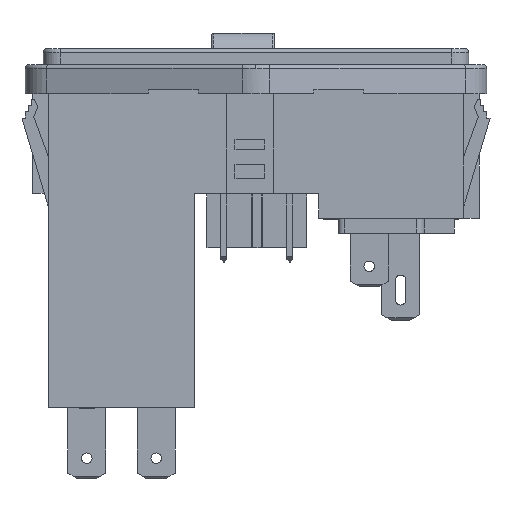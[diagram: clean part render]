
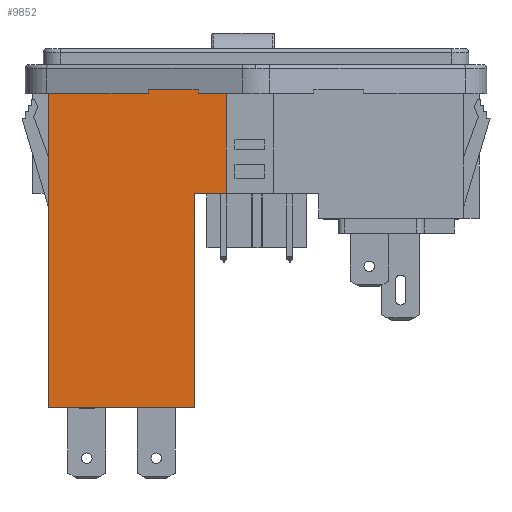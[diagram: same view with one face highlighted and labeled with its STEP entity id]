
A CAD part, left-side view. The second image highlights one B-rep face of the part: STEP entity #9852.
In plain terms, the highlighted planar face has unit normal (-1, 0, 0).
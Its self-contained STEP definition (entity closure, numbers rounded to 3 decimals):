
#25 = VERTEX_POINT ( 'NONE', #13908 ) ;
#113 = VERTEX_POINT ( 'NONE', #14299 ) ;
#3728 = DIRECTION ( 'NONE',  ( 0., 1., 0. ) ) ;
#3729 = VECTOR ( 'NONE', #3728, 1000. ) ;
#3730 = CARTESIAN_POINT ( 'NONE',  ( -13., -26.416, -5.715 ) ) ;
#3731 = LINE ( 'NONE', #3730, #3729 ) ;
#3774 = CARTESIAN_POINT ( 'NONE',  ( -13., 3.766, -5.715 ) ) ;
#3795 = CARTESIAN_POINT ( 'NONE',  ( -13., 7.364, -5.715 ) ) ;
#6333 = CARTESIAN_POINT ( 'NONE',  ( -13., 7.766, -45.669 ) ) ;
#6375 = CARTESIAN_POINT ( 'NONE',  ( -13., 26.416, -45.669 ) ) ;
#6376 = DIRECTION ( 'NONE',  ( 0., 1., 0. ) ) ;
#6377 = VECTOR ( 'NONE', #6376, 1000. ) ;
#6378 = CARTESIAN_POINT ( 'NONE',  ( -13., -26.416, -45.669 ) ) ;
#6379 = LINE ( 'NONE', #6378, #6377 ) ;
#6741 = DIRECTION ( 'NONE',  ( 0., 1., 0. ) ) ;
#6742 = VECTOR ( 'NONE', #6741, 1000. ) ;
#6743 = CARTESIAN_POINT ( 'NONE',  ( -13., -26.416, -5.715 ) ) ;
#6744 = LINE ( 'NONE', #6743, #6742 ) ;
#8945 = VERTEX_POINT ( 'NONE', #17770 ) ;
#8947 = EDGE_CURVE ( 'NONE', #8945, #8948, #17769, .T. ) ;
#8948 = VERTEX_POINT ( 'NONE', #17765 ) ;
#9573 = EDGE_CURVE ( 'NONE', #13821, #113, #18876, .T. ) ;
#9852 = ADVANCED_FACE ( 'NONE', ( #19351 ), #19350, .F. ) ;
#9853 = EDGE_LOOP ( 'NONE', ( #9854, #9855, #9857, #9919, #9921, #9924, #9926, #9927, #9928, #9929 ) ) ;
#9854 = ORIENTED_EDGE ( 'NONE', *, *, #8947, .F. ) ;
#9855 = ORIENTED_EDGE ( 'NONE', *, *, #9856, .F. ) ;
#9856 = EDGE_CURVE ( 'NONE', #13116, #8945, #19345, .T. ) ;
#9857 = ORIENTED_EDGE ( 'NONE', *, *, #13114, .T. ) ;
#9858 = VERTEX_POINT ( 'NONE', #19341 ) ;
#9919 = ORIENTED_EDGE ( 'NONE', *, *, #9920, .F. ) ;
#9920 = EDGE_CURVE ( 'NONE', #9858, #13124, #19439, .T. ) ;
#9921 = ORIENTED_EDGE ( 'NONE', *, *, #9922, .F. ) ;
#9922 = EDGE_CURVE ( 'NONE', #9923, #9858, #19435, .T. ) ;
#9923 = VERTEX_POINT ( 'NONE', #19431 ) ;
#9924 = ORIENTED_EDGE ( 'NONE', *, *, #9925, .T. ) ;
#9925 = EDGE_CURVE ( 'NONE', #9923, #25, #19496, .T. ) ;
#9926 = ORIENTED_EDGE ( 'NONE', *, *, #20985, .T. ) ;
#9927 = ORIENTED_EDGE ( 'NONE', *, *, #9573, .F. ) ;
#9928 = ORIENTED_EDGE ( 'NONE', *, *, #13819, .F. ) ;
#9929 = ORIENTED_EDGE ( 'NONE', *, *, #9930, .F. ) ;
#9930 = EDGE_CURVE ( 'NONE', #8948, #13806, #19492, .T. ) ;
#13114 = EDGE_CURVE ( 'NONE', #13116, #13124, #3731, .T. ) ;
#13116 = VERTEX_POINT ( 'NONE', #3774 ) ;
#13124 = VERTEX_POINT ( 'NONE', #3795 ) ;
#13806 = VERTEX_POINT ( 'NONE', #6333 ) ;
#13819 = EDGE_CURVE ( 'NONE', #13806, #13821, #6379, .T. ) ;
#13821 = VERTEX_POINT ( 'NONE', #6375 ) ;
#13908 = CARTESIAN_POINT ( 'NONE',  ( -13., 13.714, -5.715 ) ) ;
#14299 = CARTESIAN_POINT ( 'NONE',  ( -13., 26.416, -5.715 ) ) ;
#17765 = CARTESIAN_POINT ( 'NONE',  ( -13., 7.766, -18.415 ) ) ;
#17766 = DIRECTION ( 'NONE',  ( 0., 1., 0. ) ) ;
#17767 = VECTOR ( 'NONE', #17766, 1000. ) ;
#17768 = CARTESIAN_POINT ( 'NONE',  ( -13., 7.766, -18.415 ) ) ;
#17769 = LINE ( 'NONE', #17768, #17767 ) ;
#17770 = CARTESIAN_POINT ( 'NONE',  ( -13., 3.766, -18.415 ) ) ;
#18873 = DIRECTION ( 'NONE',  ( 0., 0., 1. ) ) ;
#18874 = VECTOR ( 'NONE', #18873, 1000. ) ;
#18875 = CARTESIAN_POINT ( 'NONE',  ( -13., 26.416, -45.669 ) ) ;
#18876 = LINE ( 'NONE', #18875, #18874 ) ;
#19341 = CARTESIAN_POINT ( 'NONE',  ( -13., 7.364, -5.207 ) ) ;
#19342 = DIRECTION ( 'NONE',  ( 0., 0., -1. ) ) ;
#19343 = VECTOR ( 'NONE', #19342, 1000. ) ;
#19344 = CARTESIAN_POINT ( 'NONE',  ( -13., 3.766, 1.405 ) ) ;
#19345 = LINE ( 'NONE', #19344, #19343 ) ;
#19346 = DIRECTION ( 'NONE',  ( 0., 0., -1. ) ) ;
#19347 = DIRECTION ( 'NONE',  ( 1., 0., 0. ) ) ;
#19348 = CARTESIAN_POINT ( 'NONE',  ( -13., -26.416, -45.669 ) ) ;
#19349 = AXIS2_PLACEMENT_3D ( 'NONE', #19348, #19347, #19346 ) ;
#19350 = PLANE ( 'NONE',  #19349 ) ;
#19351 = FACE_OUTER_BOUND ( 'NONE', #9853, .T. ) ;
#19431 = CARTESIAN_POINT ( 'NONE',  ( -13., 13.714, -5.207 ) ) ;
#19432 = DIRECTION ( 'NONE',  ( 0., -1., 0. ) ) ;
#19433 = VECTOR ( 'NONE', #19432, 1000. ) ;
#19434 = CARTESIAN_POINT ( 'NONE',  ( -13., 13.714, -5.207 ) ) ;
#19435 = LINE ( 'NONE', #19434, #19433 ) ;
#19436 = DIRECTION ( 'NONE',  ( 0., 0., -1. ) ) ;
#19437 = VECTOR ( 'NONE', #19436, 1000. ) ;
#19438 = CARTESIAN_POINT ( 'NONE',  ( -13., 7.364, -5.207 ) ) ;
#19439 = LINE ( 'NONE', #19438, #19437 ) ;
#19489 = DIRECTION ( 'NONE',  ( 0., 0., -1. ) ) ;
#19490 = VECTOR ( 'NONE', #19489, 1000. ) ;
#19491 = CARTESIAN_POINT ( 'NONE',  ( -13., 7.766, -45.669 ) ) ;
#19492 = LINE ( 'NONE', #19491, #19490 ) ;
#19493 = DIRECTION ( 'NONE',  ( 0., 0., -1. ) ) ;
#19494 = VECTOR ( 'NONE', #19493, 1000. ) ;
#19495 = CARTESIAN_POINT ( 'NONE',  ( -13., 13.714, -5.207 ) ) ;
#19496 = LINE ( 'NONE', #19495, #19494 ) ;
#20985 = EDGE_CURVE ( 'NONE', #25, #113, #6744, .T. ) ;
